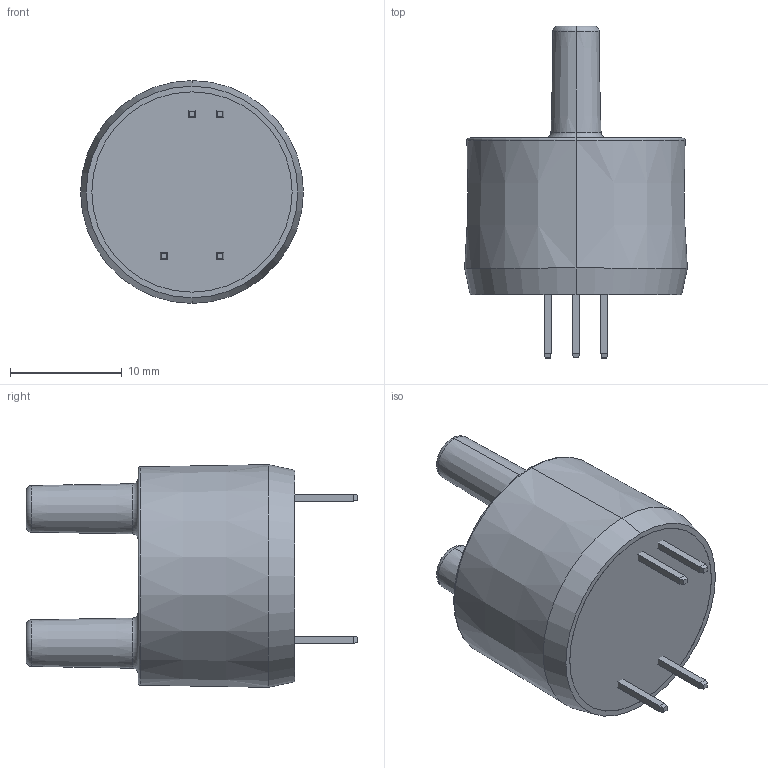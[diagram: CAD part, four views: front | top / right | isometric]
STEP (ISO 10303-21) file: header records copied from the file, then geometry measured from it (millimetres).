
FILE_DESCRIPTION (( 'STEP AP214' ), '1' );
FILE_NAME ('LOX-ASY-0274-F.STEP', '2017-09-05T10:35:49', ( '' ), ( '' ), 'SwSTEP 2.0', 'SolidWorks 2017', '' );
FILE_SCHEMA (( 'AUTOMOTIVE_DESIGN' ));
Length unit declared in the file: millimetre
Products named in the file (3): LOX-ASY-0274-F; LOX-PIN-0116 Rev2; LOX-FLW-0194 Rev3_Swaged base
Assembly tree (5 placements, depth 2):
  LOX-ASY-0274-F
    LOX-PIN-0116 Rev2  x4
    LOX-FLW-0194 Rev3_Swaged base
Bounding box: 19.91 x 29.65 x 19.91 mm (x, y, z)
Volume: 1790.5 mm3; surface area: 3085.3 mm2
Topology: 5 solids, 5 shells, 107 faces, 214 edges, 126 vertices
Faces by surface type: plane 67, torus 20, cone 16, cylinder 4
Entity records: 1847 total; most frequent: DIRECTION 358, CARTESIAN_POINT 281, ORIENTED_EDGE 260, AXIS2_PLACEMENT_3D 155, EDGE_CURVE 130, CIRCLE 82, VERTEX_POINT 78, EDGE_LOOP 76
